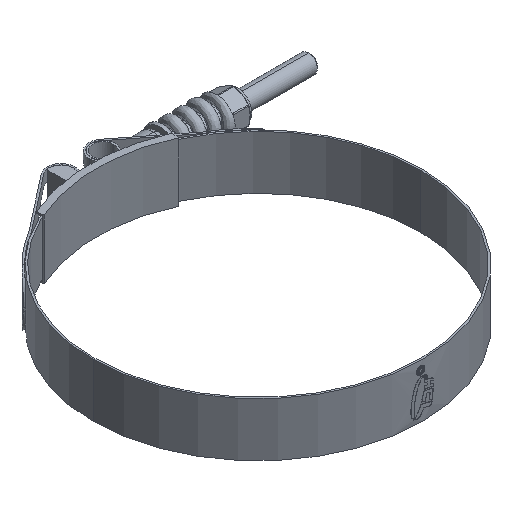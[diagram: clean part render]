
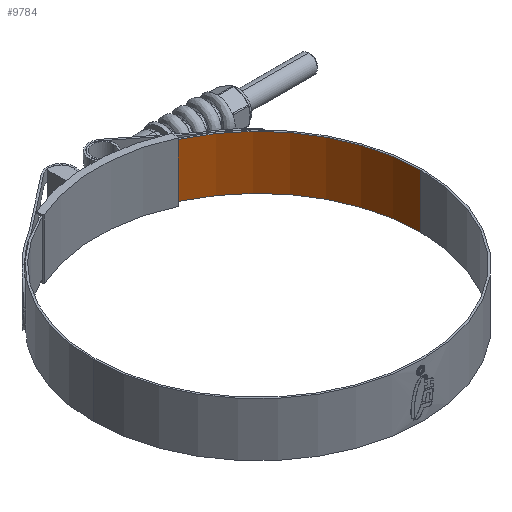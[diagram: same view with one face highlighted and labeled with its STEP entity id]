
A CAD part, isometric view. The second image highlights one B-rep face of the part: STEP entity #9784.
In plain terms, the highlighted cylindrical face has radius 57.9 mm (diameter 115.8 mm), a partial arc.
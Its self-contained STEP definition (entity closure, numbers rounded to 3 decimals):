
#215 = DIRECTION ( 'NONE',  ( 0., 0., -1. ) ) ;
#1274 = AXIS2_PLACEMENT_3D ( 'NONE', #2445, #5037, #14092 ) ;
#1956 = CYLINDRICAL_SURFACE ( 'NONE', #1274, 57.9 ) ;
#2445 = CARTESIAN_POINT ( 'NONE',  ( 0., 0., 9.55 ) ) ;
#2633 = CIRCLE ( 'NONE', #6900, 57.9 ) ;
#2925 = CARTESIAN_POINT ( 'NONE',  ( 6.904, 57.487, -9.55 ) ) ;
#2932 = CARTESIAN_POINT ( 'NONE',  ( 6.904, 57.487, 9.55 ) ) ;
#3717 = VERTEX_POINT ( 'NONE', #15904 ) ;
#4087 = DIRECTION ( 'NONE',  ( 0., 0., -1. ) ) ;
#4229 = LINE ( 'NONE', #5408, #9234 ) ;
#4642 = EDGE_CURVE ( 'NONE', #3717, #12063, #4229, .T. ) ;
#5027 = AXIS2_PLACEMENT_3D ( 'NONE', #9834, #14978, #6064 ) ;
#5037 = DIRECTION ( 'NONE',  ( 0., 0., -1. ) ) ;
#5292 = VERTEX_POINT ( 'NONE', #2932 ) ;
#5408 = CARTESIAN_POINT ( 'NONE',  ( 57.9, 0., 9.55 ) ) ;
#5692 = ORIENTED_EDGE ( 'NONE', *, *, #4642, .F. ) ;
#6064 = DIRECTION ( 'NONE',  ( -1., 0., 0. ) ) ;
#6495 = LINE ( 'NONE', #7675, #12797 ) ;
#6595 = EDGE_LOOP ( 'NONE', ( #5692, #12318, #12732, #15239 ) ) ;
#6900 = AXIS2_PLACEMENT_3D ( 'NONE', #11234, #10205, #16352 ) ;
#7135 = CARTESIAN_POINT ( 'NONE',  ( 57.9, 0., -9.55 ) ) ;
#7675 = CARTESIAN_POINT ( 'NONE',  ( 6.904, 57.487, 9.55 ) ) ;
#9053 = VERTEX_POINT ( 'NONE', #2925 ) ;
#9234 = VECTOR ( 'NONE', #215, 1000. ) ;
#9309 = CIRCLE ( 'NONE', #5027, 57.9 ) ;
#9510 = EDGE_CURVE ( 'NONE', #9053, #12063, #9309, .T. ) ;
#9784 = ADVANCED_FACE ( 'NONE', ( #13419 ), #1956, .F. ) ;
#9834 = CARTESIAN_POINT ( 'NONE',  ( 0., 0., -9.55 ) ) ;
#10124 = EDGE_CURVE ( 'NONE', #5292, #3717, #2633, .T. ) ;
#10205 = DIRECTION ( 'NONE',  ( 0., 0., -1. ) ) ;
#11234 = CARTESIAN_POINT ( 'NONE',  ( 0., 0., 9.55 ) ) ;
#12063 = VERTEX_POINT ( 'NONE', #7135 ) ;
#12318 = ORIENTED_EDGE ( 'NONE', *, *, #10124, .F. ) ;
#12732 = ORIENTED_EDGE ( 'NONE', *, *, #13499, .T. ) ;
#12797 = VECTOR ( 'NONE', #4087, 1000. ) ;
#13419 = FACE_OUTER_BOUND ( 'NONE', #6595, .T. ) ;
#13499 = EDGE_CURVE ( 'NONE', #5292, #9053, #6495, .T. ) ;
#14092 = DIRECTION ( 'NONE',  ( -1., 0., 0. ) ) ;
#14978 = DIRECTION ( 'NONE',  ( 0., 0., -1. ) ) ;
#15239 = ORIENTED_EDGE ( 'NONE', *, *, #9510, .T. ) ;
#15904 = CARTESIAN_POINT ( 'NONE',  ( 57.9, 0., 9.55 ) ) ;
#16352 = DIRECTION ( 'NONE',  ( -1., 0., 0. ) ) ;
